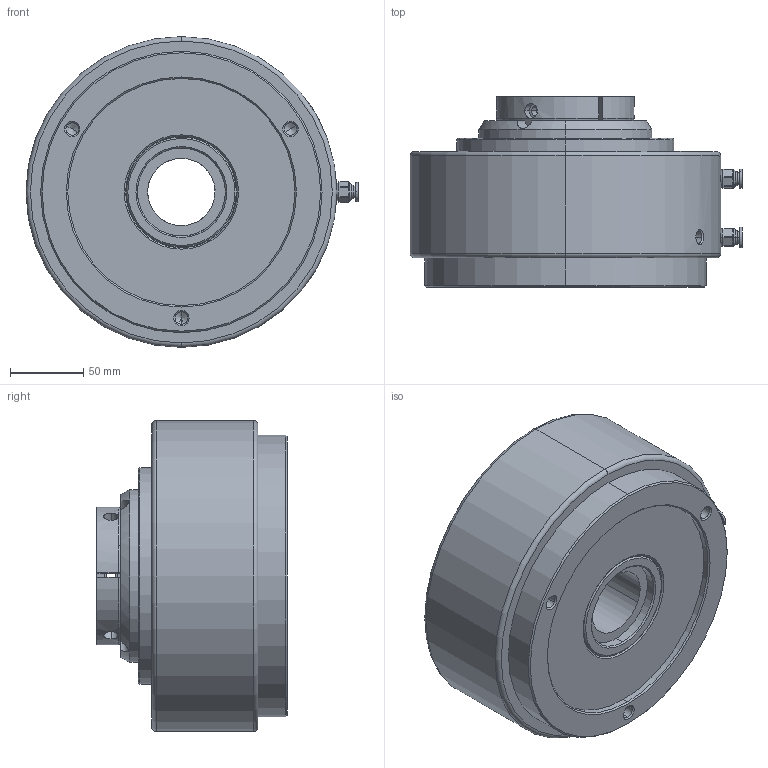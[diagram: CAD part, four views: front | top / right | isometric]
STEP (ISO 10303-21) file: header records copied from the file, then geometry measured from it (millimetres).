
FILE_DESCRIPTION (( 'STEP AP214' ), '1' );
FILE_NAME ('GXL-40 Èý¿ª.STEP', '2023-08-11T06:43:25', ( '' ), ( '' ), 'SwSTEP 2.0', 'SolidWorks 2023', '' );
FILE_SCHEMA (( 'AUTOMOTIVE_DESIGN' ));
Length unit declared in the file: millimetre
Products named in the file (4): GXL-40 本体 三开; GXL-40 大筒夹 三开; M10 气嘴; GXL-40 三开
Assembly tree (4 placements, depth 2):
  GXL-40 三开
    GXL-40 本体 三开
    GXL-40 大筒夹 三开
    M10 气嘴  x2
Bounding box: 226.5 x 130 x 212 mm (x, y, z)
Volume: 2936401.5 mm3; surface area: 219395.6 mm2
Topology: 34 solids, 38 shells, 908 faces, 2325 edges, 1426 vertices
Faces by surface type: plane 436, bspline 212, cylinder 166, cone 44, sphere 28, torus 22
Entity records: 40661 total; most frequent: CARTESIAN_POINT 19998, ORIENTED_EDGE 3902, DIRECTION 3065, EDGE_CURVE 1953, VERTEX_POINT 1262, LINE 1229, VECTOR 1229, AXIS2_PLACEMENT_3D 918
